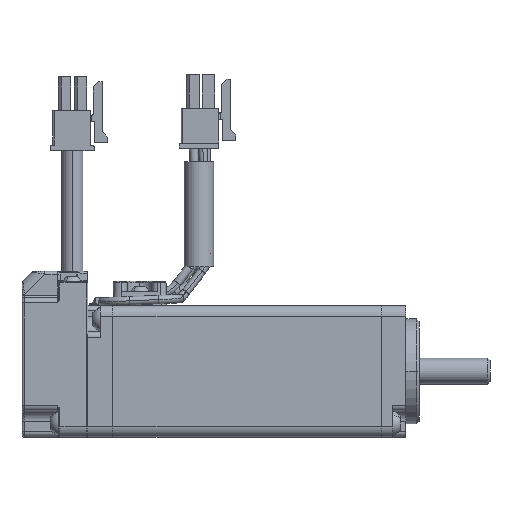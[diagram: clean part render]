
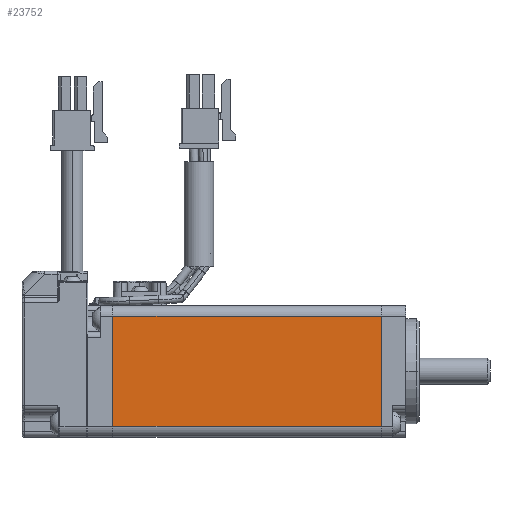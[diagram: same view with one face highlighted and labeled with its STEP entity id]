
A CAD part, top view. The second image highlights one B-rep face of the part: STEP entity #23752.
In plain terms, the highlighted face is planar.
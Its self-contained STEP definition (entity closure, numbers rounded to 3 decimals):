
#584 = DIRECTION ( 'NONE',  ( 0., 0., 1. ) ) ;
#1098 = CARTESIAN_POINT ( 'NONE',  ( 12.5, 10.5, 51. ) ) ;
#1613 = CARTESIAN_POINT ( 'NONE',  ( 12.5, -12.5, 0. ) ) ;
#1793 = PLANE ( 'NONE',  #9644 ) ;
#2284 = EDGE_CURVE ( 'NONE', #3422, #7467, #27310, .T. ) ;
#2301 = ORIENTED_EDGE ( 'NONE', *, *, #10072, .T. ) ;
#2366 = CARTESIAN_POINT ( 'NONE',  ( 12.5, -12.5, 51. ) ) ;
#2631 = ORIENTED_EDGE ( 'NONE', *, *, #19007, .T. ) ;
#2991 = DIRECTION ( 'NONE',  ( 0., 0., -1. ) ) ;
#3422 = VERTEX_POINT ( 'NONE', #24455 ) ;
#3592 = LINE ( 'NONE', #1613, #7825 ) ;
#4417 = EDGE_CURVE ( 'NONE', #3422, #23534, #26361, .T. ) ;
#7467 = VERTEX_POINT ( 'NONE', #9993 ) ;
#7825 = VECTOR ( 'NONE', #10469, 1000. ) ;
#8987 = VECTOR ( 'NONE', #584, 1000. ) ;
#9576 = CARTESIAN_POINT ( 'NONE',  ( 12.5, -10.5, 51. ) ) ;
#9644 = AXIS2_PLACEMENT_3D ( 'NONE', #2366, #10522, #19904 ) ;
#9993 = CARTESIAN_POINT ( 'NONE',  ( 12.5, -10.5, 0. ) ) ;
#10072 = EDGE_CURVE ( 'NONE', #22561, #23534, #18111, .T. ) ;
#10469 = DIRECTION ( 'NONE',  ( 0., 1., 0. ) ) ;
#10522 = DIRECTION ( 'NONE',  ( -1., 0., 0. ) ) ;
#11067 = ORIENTED_EDGE ( 'NONE', *, *, #4417, .F. ) ;
#11630 = VECTOR ( 'NONE', #12965, 1000. ) ;
#11660 = CARTESIAN_POINT ( 'NONE',  ( 12.5, 10.5, 0. ) ) ;
#12965 = DIRECTION ( 'NONE',  ( 0., 1., 0. ) ) ;
#18111 = LINE ( 'NONE', #1098, #8987 ) ;
#19007 = EDGE_CURVE ( 'NONE', #7467, #22561, #3592, .T. ) ;
#19782 = CARTESIAN_POINT ( 'NONE',  ( 12.5, 10.5, 51. ) ) ;
#19904 = DIRECTION ( 'NONE',  ( 0., 0., 1. ) ) ;
#21682 = ORIENTED_EDGE ( 'NONE', *, *, #2284, .T. ) ;
#22561 = VERTEX_POINT ( 'NONE', #11660 ) ;
#23534 = VERTEX_POINT ( 'NONE', #19782 ) ;
#23752 = ADVANCED_FACE ( 'NONE', ( #25953 ), #1793, .F. ) ;
#24043 = VECTOR ( 'NONE', #2991, 1000. ) ;
#24455 = CARTESIAN_POINT ( 'NONE',  ( 12.5, -10.5, 51. ) ) ;
#25800 = CARTESIAN_POINT ( 'NONE',  ( 12.5, -12.5, 51. ) ) ;
#25953 = FACE_OUTER_BOUND ( 'NONE', #26862, .T. ) ;
#26361 = LINE ( 'NONE', #25800, #11630 ) ;
#26862 = EDGE_LOOP ( 'NONE', ( #11067, #21682, #2631, #2301 ) ) ;
#27310 = LINE ( 'NONE', #9576, #24043 ) ;
